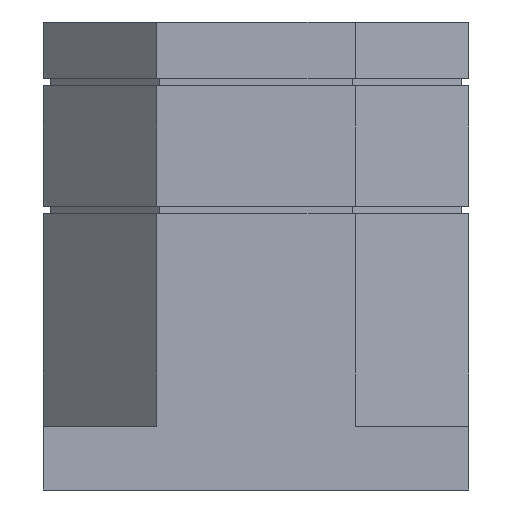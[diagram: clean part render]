
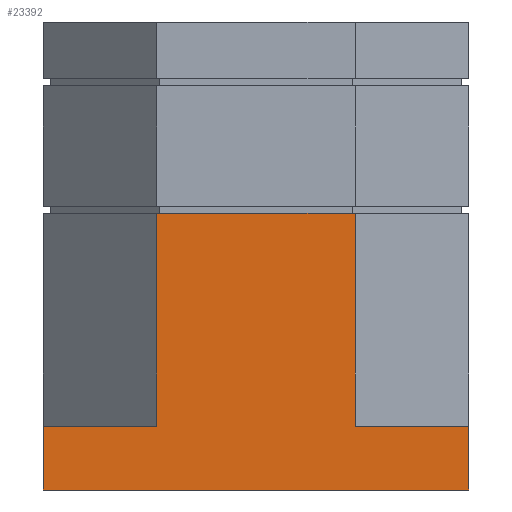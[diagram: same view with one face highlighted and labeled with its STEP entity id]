
A CAD part, left-side view. The second image highlights one B-rep face of the part: STEP entity #23392.
In plain terms, the highlighted planar face has unit normal (-1, 0, 0).
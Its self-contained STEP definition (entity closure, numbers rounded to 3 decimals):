
#83 = ORIENTED_EDGE ( 'NONE', *, *, #20531, .F. ) ;
#114 = CARTESIAN_POINT ( 'NONE',  ( -15., 15., 0. ) ) ;
#331 = ORIENTED_EDGE ( 'NONE', *, *, #25442, .F. ) ;
#2486 = DIRECTION ( 'NONE',  ( 0., 0., -1. ) ) ;
#2781 = EDGE_LOOP ( 'NONE', ( #7727, #6191, #16638, #331, #11745, #19336, #25063, #83 ) ) ;
#3043 = DIRECTION ( 'NONE',  ( 0., 0., 1. ) ) ;
#4263 = CARTESIAN_POINT ( 'NONE',  ( -15., 0., 0. ) ) ;
#4847 = VERTEX_POINT ( 'NONE', #11355 ) ;
#4896 = EDGE_CURVE ( 'NONE', #27892, #22775, #25458, .T. ) ;
#6191 = ORIENTED_EDGE ( 'NONE', *, *, #28568, .F. ) ;
#6362 = CARTESIAN_POINT ( 'NONE',  ( -15., -7., 19.5 ) ) ;
#7142 = EDGE_CURVE ( 'NONE', #10441, #18997, #20396, .T. ) ;
#7476 = CARTESIAN_POINT ( 'NONE',  ( -15., -7., 4.5 ) ) ;
#7727 = ORIENTED_EDGE ( 'NONE', *, *, #7142, .F. ) ;
#8499 = VERTEX_POINT ( 'NONE', #7476 ) ;
#8653 = VERTEX_POINT ( 'NONE', #26162 ) ;
#9215 = CARTESIAN_POINT ( 'NONE',  ( -15., 15., 4.5 ) ) ;
#10065 = VECTOR ( 'NONE', #11256, 1000. ) ;
#10237 = VECTOR ( 'NONE', #24928, 1000. ) ;
#10441 = VERTEX_POINT ( 'NONE', #14373 ) ;
#10927 = VECTOR ( 'NONE', #3043, 1000. ) ;
#11256 = DIRECTION ( 'NONE',  ( 0., -1., 0. ) ) ;
#11355 = CARTESIAN_POINT ( 'NONE',  ( -15., 7., 4.5 ) ) ;
#11455 = EDGE_CURVE ( 'NONE', #8653, #4847, #14816, .T. ) ;
#11745 = ORIENTED_EDGE ( 'NONE', *, *, #4896, .T. ) ;
#12201 = CARTESIAN_POINT ( 'NONE',  ( -15., 7., 4.5 ) ) ;
#13243 = EDGE_CURVE ( 'NONE', #22775, #17164, #14393, .T. ) ;
#13730 = CARTESIAN_POINT ( 'NONE',  ( -15., -7., 4.5 ) ) ;
#13991 = DIRECTION ( 'NONE',  ( 0., 1., 0. ) ) ;
#14373 = CARTESIAN_POINT ( 'NONE',  ( -15., 7., 19.5 ) ) ;
#14393 = LINE ( 'NONE', #23585, #22945 ) ;
#14816 = LINE ( 'NONE', #28410, #27960 ) ;
#15457 = CARTESIAN_POINT ( 'NONE',  ( -15., -15., 0. ) ) ;
#15878 = PLANE ( 'NONE',  #18500 ) ;
#16176 = DIRECTION ( 'NONE',  ( 1., 0., 0. ) ) ;
#16638 = ORIENTED_EDGE ( 'NONE', *, *, #11455, .F. ) ;
#17164 = VERTEX_POINT ( 'NONE', #20215 ) ;
#17884 = LINE ( 'NONE', #20207, #22904 ) ;
#18500 = AXIS2_PLACEMENT_3D ( 'NONE', #27318, #16176, #13991 ) ;
#18688 = DIRECTION ( 'NONE',  ( 0., -1., 0. ) ) ;
#18997 = VERTEX_POINT ( 'NONE', #6362 ) ;
#19111 = LINE ( 'NONE', #9215, #10237 ) ;
#19336 = ORIENTED_EDGE ( 'NONE', *, *, #13243, .T. ) ;
#20207 = CARTESIAN_POINT ( 'NONE',  ( -15., 15., 4.5 ) ) ;
#20215 = CARTESIAN_POINT ( 'NONE',  ( -15., -15., 4.5 ) ) ;
#20396 = LINE ( 'NONE', #29327, #10065 ) ;
#20531 = EDGE_CURVE ( 'NONE', #18997, #8499, #26744, .T. ) ;
#20725 = VECTOR ( 'NONE', #2486, 1000. ) ;
#22775 = VERTEX_POINT ( 'NONE', #15457 ) ;
#22904 = VECTOR ( 'NONE', #18688, 1000. ) ;
#22945 = VECTOR ( 'NONE', #27946, 1000. ) ;
#23392 = ADVANCED_FACE ( 'NONE', ( #23431 ), #15878, .F. ) ;
#23431 = FACE_OUTER_BOUND ( 'NONE', #2781, .T. ) ;
#23585 = CARTESIAN_POINT ( 'NONE',  ( -15., -15., 4.5 ) ) ;
#24928 = DIRECTION ( 'NONE',  ( 0., 0., 1. ) ) ;
#25063 = ORIENTED_EDGE ( 'NONE', *, *, #29477, .F. ) ;
#25067 = DIRECTION ( 'NONE',  ( 0., -1., 0. ) ) ;
#25442 = EDGE_CURVE ( 'NONE', #27892, #8653, #19111, .T. ) ;
#25458 = LINE ( 'NONE', #4263, #28300 ) ;
#26132 = DIRECTION ( 'NONE',  ( 0., -1., 0. ) ) ;
#26162 = CARTESIAN_POINT ( 'NONE',  ( -15., 15., 4.5 ) ) ;
#26744 = LINE ( 'NONE', #13730, #20725 ) ;
#27318 = CARTESIAN_POINT ( 'NONE',  ( -15., 15., 4.5 ) ) ;
#27892 = VERTEX_POINT ( 'NONE', #114 ) ;
#27946 = DIRECTION ( 'NONE',  ( 0., 0., 1. ) ) ;
#27960 = VECTOR ( 'NONE', #26132, 1000. ) ;
#28300 = VECTOR ( 'NONE', #25067, 1000. ) ;
#28410 = CARTESIAN_POINT ( 'NONE',  ( -15., 15., 4.5 ) ) ;
#28568 = EDGE_CURVE ( 'NONE', #4847, #10441, #29045, .T. ) ;
#29045 = LINE ( 'NONE', #12201, #10927 ) ;
#29327 = CARTESIAN_POINT ( 'NONE',  ( -15., 7., 19.5 ) ) ;
#29477 = EDGE_CURVE ( 'NONE', #8499, #17164, #17884, .T. ) ;
